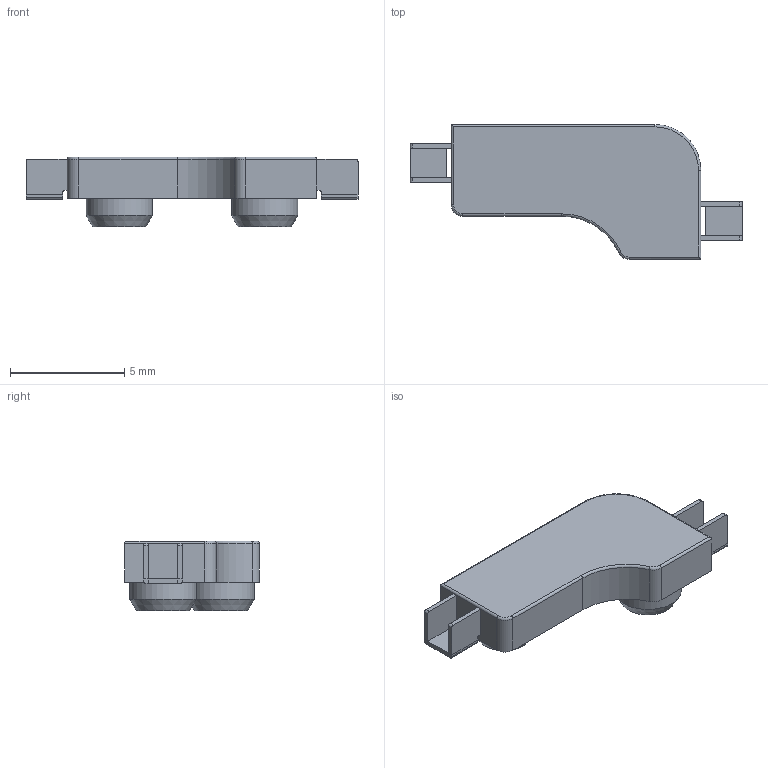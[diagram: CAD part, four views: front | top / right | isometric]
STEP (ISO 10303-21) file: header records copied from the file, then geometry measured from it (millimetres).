
FILE_DESCRIPTION(('FreeCAD Model'),'2;1');
FILE_NAME('Open CASCADE Shape Model','2022-02-27T22:51:12',('Author'),( ''),'Open CASCADE STEP processor 7.5','FreeCAD','Unknown');
FILE_SCHEMA(('AUTOMOTIVE_DESIGN { 1 0 10303 214 1 1 1 1 }'));
Length unit declared in the file: millimetre
Products named in the file (4): Hot_Swap_Socket_CPG151101S11; Body; Body001; Body002
Assembly tree (3 placements, depth 2):
  Hot_Swap_Socket_CPG151101S11
    Body
    Body001
    Body002
Bounding box: 14.5 x 5.89 x 3.05 mm (x, y, z)
Volume: 109.5 mm3; surface area: 212.4 mm2
Topology: 3 solids, 3 shells, 90 faces, 203 edges, 121 vertices
Faces by surface type: plane 61, cylinder 23, torus 4, cone 2
Full cylindrical faces by diameter (mm): 2.9 x2
Entity records: 5274 total; most frequent: CARTESIAN_POINT 992, DIRECTION 820, LINE 518, VECTOR 518, ORIENTED_EDGE 406, PCURVE 406, DEFINITIONAL_REPRESENTATION 406, EDGE_CURVE 203
